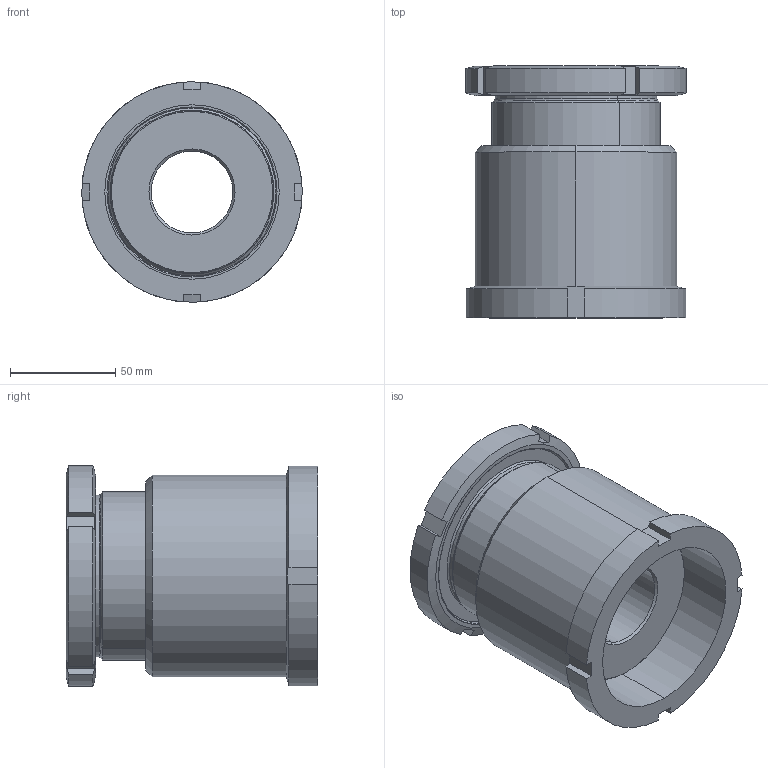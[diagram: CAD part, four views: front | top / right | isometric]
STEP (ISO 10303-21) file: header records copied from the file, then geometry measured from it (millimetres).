
FILE_DESCRIPTION (( 'STEP AP214' ), '1' );
FILE_NAME ('HVS 80-39 0 A1.STEP', '2015-08-18T14:50:20', ( '' ), ( '' ), 'SwSTEP 2.0', 'SolidWorks 2015', '' );
FILE_SCHEMA (( 'AUTOMOTIVE_DESIGN' ));
Length unit declared in the file: millimetre
Products named in the file (3): HVS 80 2-0 A1; HVS 80-39 0 A1; HVS 80-39 1-0 A1
Assembly tree (2 placements, depth 2):
  HVS 80-39 0 A1
    HVS 80 2-0 A1
    HVS 80-39 1-0 A1
Bounding box: 104.99 x 119.85 x 104.99 mm (x, y, z)
Volume: 588010.8 mm3; surface area: 104627.6 mm2
Topology: 2 solids, 2 shells, 91 faces, 216 edges, 134 vertices
Faces by surface type: plane 33, cylinder 26, cone 22, torus 10
Entity records: 2896 total; most frequent: CARTESIAN_POINT 644, DIRECTION 456, ORIENTED_EDGE 432, EDGE_CURVE 216, AXIS2_PLACEMENT_3D 186, VERTEX_POINT 134, EDGE_LOOP 100, FACE_OUTER_BOUND 91
